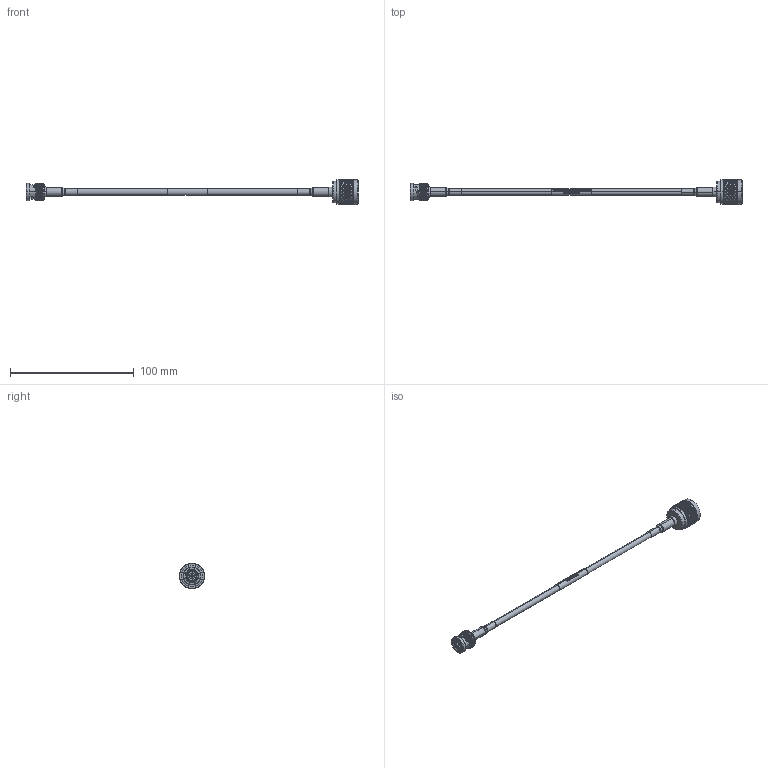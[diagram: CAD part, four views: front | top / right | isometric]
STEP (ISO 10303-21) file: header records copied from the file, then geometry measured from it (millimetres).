
FILE_DESCRIPTION (( 'STEP AP214' ), '1' );
FILE_NAME ('FMCA100286_3D.step', '2024-10-30T17:45:54', ( '' ), ( '' ), 'SwSTEP 2.0', 'SolidWorks 2022', '' );
FILE_SCHEMA (( 'AUTOMOTIVE_DESIGN' ));
Length unit declared in the file: inch
Products named in the file (5): LMR-195-UF^FMCA100286_FM; FMCA100286_3D; Heat Shrink^FMCA100286; FMCN5302^FMCA100286; SC6025^FMCA100286
Assembly tree (5 placements, depth 2):
  FMCA100286_3D
    LMR-195-UF^FMCA100286_FM
    SC6025^FMCA100286
    FMCN5302^FMCA100286
    Heat Shrink^FMCA100286  x2
Bounding box: 268.5 x 20.32 x 20.32 mm (x, y, z)
Volume: 11324.9 mm3; surface area: 12508.7 mm2
Topology: 7 solids, 7 shells, 4306 faces, 9632 edges, 5406 vertices
Faces by surface type: bspline 2775, cylinder 867, plane 436, cone 202, torus 24, sphere 2
Entity records: 243278 total; most frequent: CARTESIAN_POINT 178128, ORIENTED_EDGE 19176, EDGE_CURVE 9588, DIRECTION 5679, VERTEX_POINT 5382, EDGE_LOOP 4360, FACE_OUTER_BOUND 4284, ADVANCED_FACE 4284
